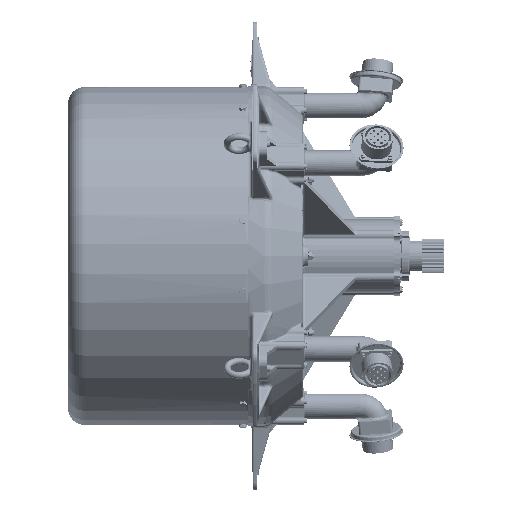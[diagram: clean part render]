
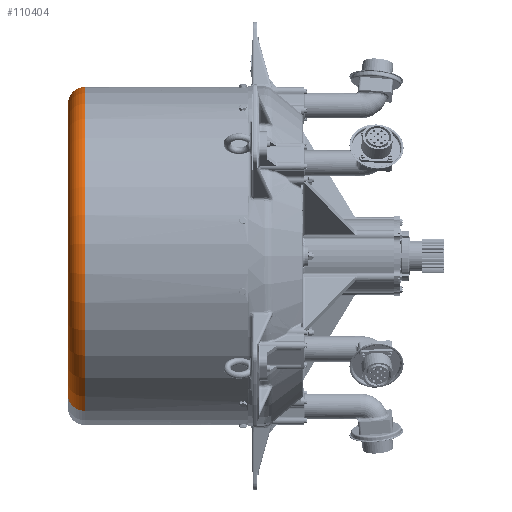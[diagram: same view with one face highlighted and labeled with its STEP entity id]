
A CAD part, left-side view. The second image highlights one B-rep face of the part: STEP entity #110404.
In plain terms, the highlighted toroidal (fillet/blend) face has major radius 179.5 mm and minor radius 20 mm.
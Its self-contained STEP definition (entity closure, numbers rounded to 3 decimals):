
#963 = CIRCLE ( 'NONE', #138809, 199.5 ) ;
#8793 = ORIENTED_EDGE ( 'NONE', *, *, #23435, .F. ) ;
#13039 = ORIENTED_EDGE ( 'NONE', *, *, #71032, .T. ) ;
#13176 = CARTESIAN_POINT ( 'NONE',  ( 0., 192., 0. ) ) ;
#17753 = DIRECTION ( 'NONE',  ( 0., -1., 0. ) ) ;
#19546 = DIRECTION ( 'NONE',  ( 0., -1., 0. ) ) ;
#23159 = DIRECTION ( 'NONE',  ( -1., 0., 0. ) ) ;
#23435 = EDGE_CURVE ( 'NONE', #82514, #115048, #23560, .T. ) ;
#23560 = CIRCLE ( 'NONE', #68220, 20. ) ;
#24874 = DIRECTION ( 'NONE',  ( 0., -1., 0. ) ) ;
#40759 = TOROIDAL_SURFACE ( 'NONE', #102053, 179.5, 20. ) ;
#52539 = ORIENTED_EDGE ( 'NONE', *, *, #115951, .F. ) ;
#67024 = CARTESIAN_POINT ( 'NONE',  ( 0., 192., 179.5 ) ) ;
#67115 = VERTEX_POINT ( 'NONE', #105076 ) ;
#68220 = AXIS2_PLACEMENT_3D ( 'NONE', #67024, #149037, #78811 ) ;
#68348 = CARTESIAN_POINT ( 'NONE',  ( 0., 212., 179.5 ) ) ;
#71032 = EDGE_CURVE ( 'NONE', #67115, #92047, #80302, .T. ) ;
#71298 = DIRECTION ( 'NONE',  ( 0., 0., -1. ) ) ;
#71427 = ORIENTED_EDGE ( 'NONE', *, *, #75816, .T. ) ;
#74025 = AXIS2_PLACEMENT_3D ( 'NONE', #89506, #19546, #101338 ) ;
#75816 = EDGE_CURVE ( 'NONE', #82514, #67115, #118016, .T. ) ;
#77234 = CARTESIAN_POINT ( 'NONE',  ( 0., 192., 199.5 ) ) ;
#78811 = DIRECTION ( 'NONE',  ( 0., 0., -1. ) ) ;
#80302 = CIRCLE ( 'NONE', #89311, 20. ) ;
#82514 = VERTEX_POINT ( 'NONE', #68348 ) ;
#86911 = EDGE_LOOP ( 'NONE', ( #8793, #71427, #13039, #52539 ) ) ;
#87725 = CARTESIAN_POINT ( 'NONE',  ( 0., 192., 0. ) ) ;
#89311 = AXIS2_PLACEMENT_3D ( 'NONE', #93148, #23159, #104994 ) ;
#89506 = CARTESIAN_POINT ( 'NONE',  ( 0., 212., 0. ) ) ;
#92047 = VERTEX_POINT ( 'NONE', #108085 ) ;
#93148 = CARTESIAN_POINT ( 'NONE',  ( 0., 192., -179.5 ) ) ;
#99525 = DIRECTION ( 'NONE',  ( 0., 0., -1. ) ) ;
#101338 = DIRECTION ( 'NONE',  ( 0., 0., -1. ) ) ;
#102053 = AXIS2_PLACEMENT_3D ( 'NONE', #13176, #24874, #71298 ) ;
#102980 = FACE_OUTER_BOUND ( 'NONE', #86911, .T. ) ;
#104994 = DIRECTION ( 'NONE',  ( 0., 0., 1. ) ) ;
#105076 = CARTESIAN_POINT ( 'NONE',  ( 0., 212., -179.5 ) ) ;
#108085 = CARTESIAN_POINT ( 'NONE',  ( 0., 192., -199.5 ) ) ;
#110404 = ADVANCED_FACE ( 'NONE', ( #102980 ), #40759, .T. ) ;
#115048 = VERTEX_POINT ( 'NONE', #77234 ) ;
#115951 = EDGE_CURVE ( 'NONE', #115048, #92047, #963, .T. ) ;
#118016 = CIRCLE ( 'NONE', #74025, 179.5 ) ;
#138809 = AXIS2_PLACEMENT_3D ( 'NONE', #87725, #17753, #99525 ) ;
#149037 = DIRECTION ( 'NONE',  ( 1., 0., 0. ) ) ;
